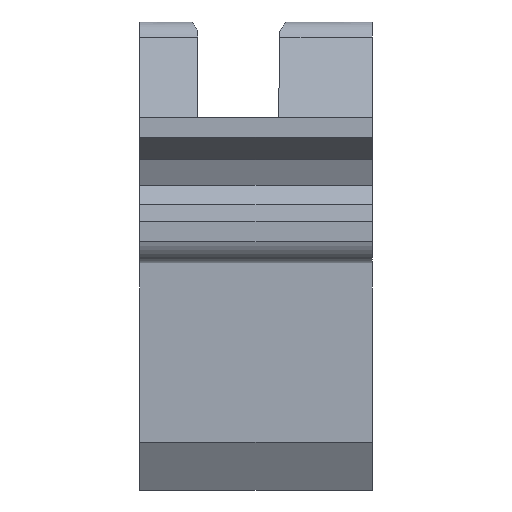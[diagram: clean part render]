
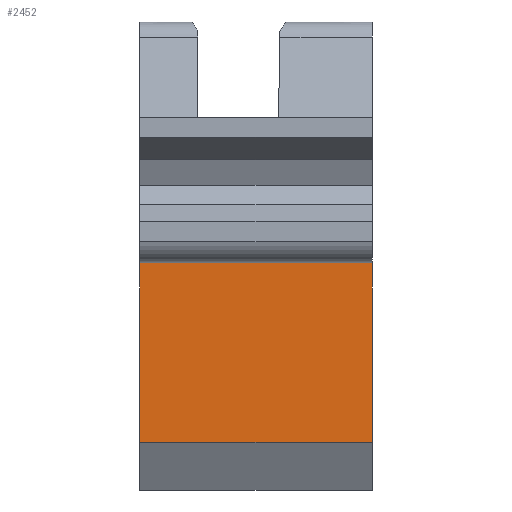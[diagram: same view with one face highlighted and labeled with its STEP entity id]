
A CAD part, front view. The second image highlights one B-rep face of the part: STEP entity #2452.
In plain terms, the highlighted planar face has unit normal (0, -1, 0).
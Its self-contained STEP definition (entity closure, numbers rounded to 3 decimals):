
#2439=AXIS2_PLACEMENT_3D('Plane Axis2P3D',#2436,#2437,#2438) ;
#1508=CARTESIAN_POINT('Vertex',(0.,2.543,1.252)) ;
#1511=CARTESIAN_POINT('Line Origine',(0.,2.543,6.133)) ;
#1515=CARTESIAN_POINT('Vertex',(0.,2.543,5.95)) ;
#1962=CARTESIAN_POINT('Line Origine',(3.05,2.543,5.95)) ;
#1966=CARTESIAN_POINT('Vertex',(6.1,2.543,5.95)) ;
#2387=CARTESIAN_POINT('Vertex',(6.1,2.543,1.252)) ;
#2390=CARTESIAN_POINT('Line Origine',(3.05,2.543,1.252)) ;
#2436=CARTESIAN_POINT('Axis2P3D Location',(5.124,2.543,1.945)) ;
#2441=CARTESIAN_POINT('Line Origine',(6.1,2.543,3.598)) ;
#1512=DIRECTION('Vector Direction',(0.,0.,1.)) ;
#1963=DIRECTION('Vector Direction',(-1.,0.,0.)) ;
#2391=DIRECTION('Vector Direction',(1.,0.,0.)) ;
#2437=DIRECTION('Axis2P3D Direction',(0.,-1.,0.)) ;
#2438=DIRECTION('Axis2P3D XDirection',(0.,0.,1.)) ;
#2442=DIRECTION('Vector Direction',(0.,0.,1.)) ;
#1513=VECTOR('Line Direction',#1512,1.) ;
#1964=VECTOR('Line Direction',#1963,1.) ;
#2392=VECTOR('Line Direction',#2391,1.) ;
#2443=VECTOR('Line Direction',#2442,1.) ;
#2447=ORIENTED_EDGE('',*,*,#2445,.T.) ;
#2448=ORIENTED_EDGE('',*,*,#1968,.T.) ;
#2449=ORIENTED_EDGE('',*,*,#1517,.F.) ;
#2450=ORIENTED_EDGE('',*,*,#2394,.T.) ;
#2452=ADVANCED_FACE('Koerper.2',(#2451),#2440,.T.) ;
#1517=EDGE_CURVE('',#1509,#1516,#1514,.T.) ;
#1968=EDGE_CURVE('',#1967,#1516,#1965,.T.) ;
#2394=EDGE_CURVE('',#1509,#2388,#2393,.T.) ;
#2445=EDGE_CURVE('',#2388,#1967,#2444,.T.) ;
#2446=EDGE_LOOP('',(#2447,#2448,#2449,#2450)) ;
#2451=FACE_OUTER_BOUND('',#2446,.T.) ;
#1514=LINE('Line',#1511,#1513) ;
#1965=LINE('Line',#1962,#1964) ;
#2393=LINE('Line',#2390,#2392) ;
#2444=LINE('Line',#2441,#2443) ;
#2440=PLANE('',#2439) ;
#1509=VERTEX_POINT('',#1508) ;
#1516=VERTEX_POINT('',#1515) ;
#1967=VERTEX_POINT('',#1966) ;
#2388=VERTEX_POINT('',#2387) ;
